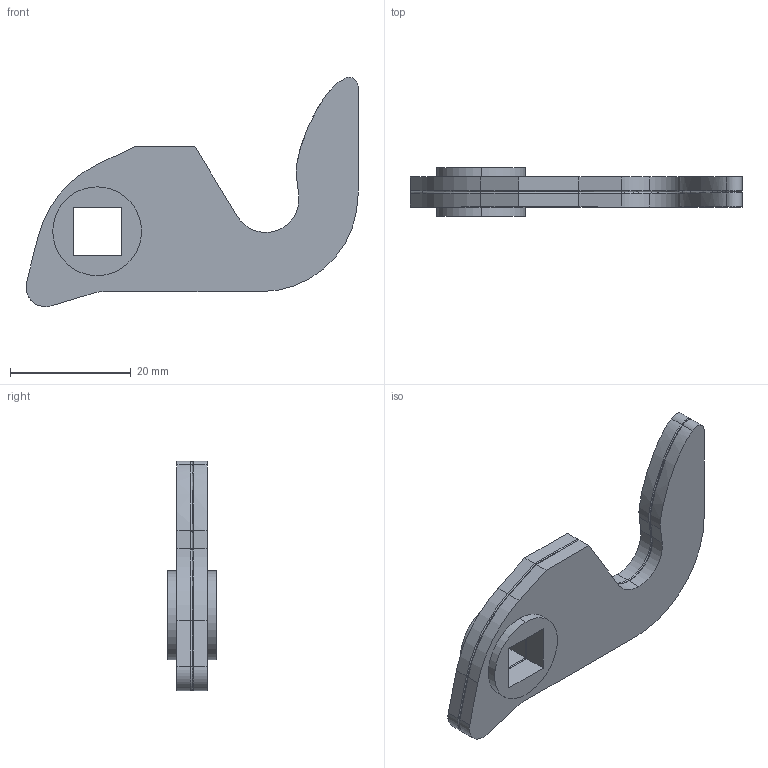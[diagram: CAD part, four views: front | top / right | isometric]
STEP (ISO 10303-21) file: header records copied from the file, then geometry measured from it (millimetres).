
FILE_DESCRIPTION (( 'STEP AP214' ), '1' );
FILE_NAME ('03697-Hooked Cam Bar Steel Double.STEP', '2018-09-23T21:40:52', ( '' ), ( '' ), 'SwSTEP 2.0', 'SolidWorks 2018', '' );
FILE_SCHEMA (( 'AUTOMOTIVE_DESIGN' ));
Length unit declared in the file: millimetre
Products named in the file (1): 03697-Hooked Cam Bar Steel Double
Bounding box: 54.99 x 8 x 38 mm (x, y, z)
Volume: 5336.3 mm3; surface area: 3386 mm2
Topology: 1 solids, 1 shells, 352 faces, 908 edges, 586 vertices
Faces by surface type: plane 173, bspline 121, cylinder 44, torus 14
Entity records: 17640 total; most frequent: CARTESIAN_POINT 9855, ORIENTED_EDGE 1816, DIRECTION 1190, EDGE_CURVE 908, VERTEX_POINT 586, VECTOR 580, LINE 580, EDGE_LOOP 382
